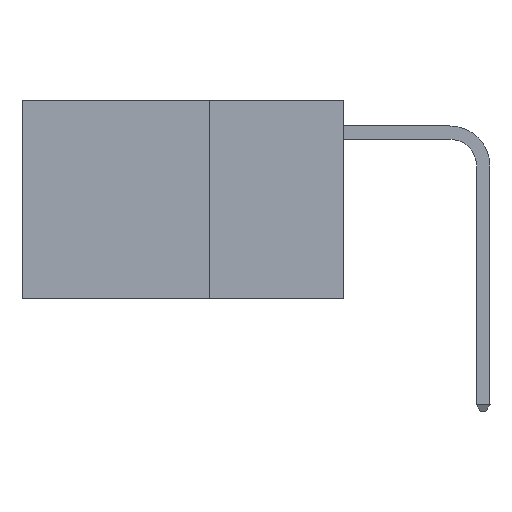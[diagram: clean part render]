
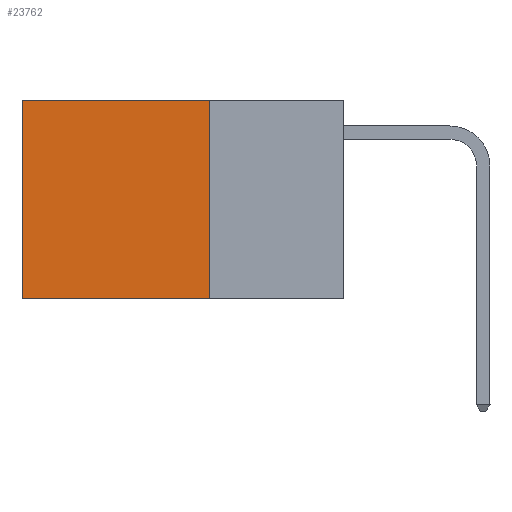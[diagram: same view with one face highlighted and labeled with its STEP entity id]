
A CAD part, left-side view. The second image highlights one B-rep face of the part: STEP entity #23762.
In plain terms, the highlighted planar face has unit normal (-1, 0, 0).
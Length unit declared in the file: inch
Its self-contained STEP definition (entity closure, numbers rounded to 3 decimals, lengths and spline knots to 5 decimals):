
#1471 = ORIENTED_EDGE ( 'NONE', *, *, #8134, .T. ) ;
#2032 = DIRECTION ( 'NONE',  ( 0., 1., 0. ) ) ;
#2946 = LINE ( 'NONE', #5466, #14667 ) ;
#3292 = EDGE_LOOP ( 'NONE', ( #1471, #11155, #26641, #19341 ) ) ;
#5415 = CARTESIAN_POINT ( 'NONE',  ( 0.2625, 0.25, 0. ) ) ;
#5466 = CARTESIAN_POINT ( 'NONE',  ( 0.2625, 0.25, 0. ) ) ;
#5873 = DIRECTION ( 'NONE',  ( 0., 0., -1. ) ) ;
#6199 = CARTESIAN_POINT ( 'NONE',  ( 0.2625, 0.25, -0.37 ) ) ;
#7913 = EDGE_CURVE ( 'NONE', #24971, #24379, #23325, .T. ) ;
#8134 = EDGE_CURVE ( 'NONE', #19676, #24379, #27899, .T. ) ;
#8577 = LINE ( 'NONE', #27933, #25101 ) ;
#11155 = ORIENTED_EDGE ( 'NONE', *, *, #7913, .F. ) ;
#11908 = VECTOR ( 'NONE', #16675, 39.37008 ) ;
#12431 = PLANE ( 'NONE',  #27453 ) ;
#12556 = FACE_OUTER_BOUND ( 'NONE', #3292, .T. ) ;
#12795 = CARTESIAN_POINT ( 'NONE',  ( 0.2625, 0.6, -0.37 ) ) ;
#14510 = CARTESIAN_POINT ( 'NONE',  ( 0.2625, 0.25, -0.37 ) ) ;
#14667 = VECTOR ( 'NONE', #20699, 39.37008 ) ;
#15246 = DIRECTION ( 'NONE',  ( 0., 0., -1. ) ) ;
#16658 = VECTOR ( 'NONE', #15246, 39.37008 ) ;
#16675 = DIRECTION ( 'NONE',  ( 0., 1., 0. ) ) ;
#18980 = DIRECTION ( 'NONE',  ( 1., 0., 0. ) ) ;
#19341 = ORIENTED_EDGE ( 'NONE', *, *, #26372, .T. ) ;
#19676 = VERTEX_POINT ( 'NONE', #20990 ) ;
#20699 = DIRECTION ( 'NONE',  ( 0., 0., -1. ) ) ;
#20990 = CARTESIAN_POINT ( 'NONE',  ( 0.2625, 0.6, 0. ) ) ;
#21623 = CARTESIAN_POINT ( 'NONE',  ( 0.2625, 0.6, 0. ) ) ;
#22374 = EDGE_CURVE ( 'NONE', #25426, #24971, #2946, .T. ) ;
#23325 = LINE ( 'NONE', #14510, #11908 ) ;
#23762 = ADVANCED_FACE ( 'NONE', ( #12556 ), #12431, .F. ) ;
#24379 = VERTEX_POINT ( 'NONE', #12795 ) ;
#24971 = VERTEX_POINT ( 'NONE', #6199 ) ;
#25101 = VECTOR ( 'NONE', #2032, 39.37008 ) ;
#25218 = CARTESIAN_POINT ( 'NONE',  ( 0.2625, 0.25, 0. ) ) ;
#25426 = VERTEX_POINT ( 'NONE', #5415 ) ;
#26372 = EDGE_CURVE ( 'NONE', #25426, #19676, #8577, .T. ) ;
#26641 = ORIENTED_EDGE ( 'NONE', *, *, #22374, .F. ) ;
#27453 = AXIS2_PLACEMENT_3D ( 'NONE', #25218, #18980, #5873 ) ;
#27899 = LINE ( 'NONE', #21623, #16658 ) ;
#27933 = CARTESIAN_POINT ( 'NONE',  ( 0.2625, 0.25, 0. ) ) ;
